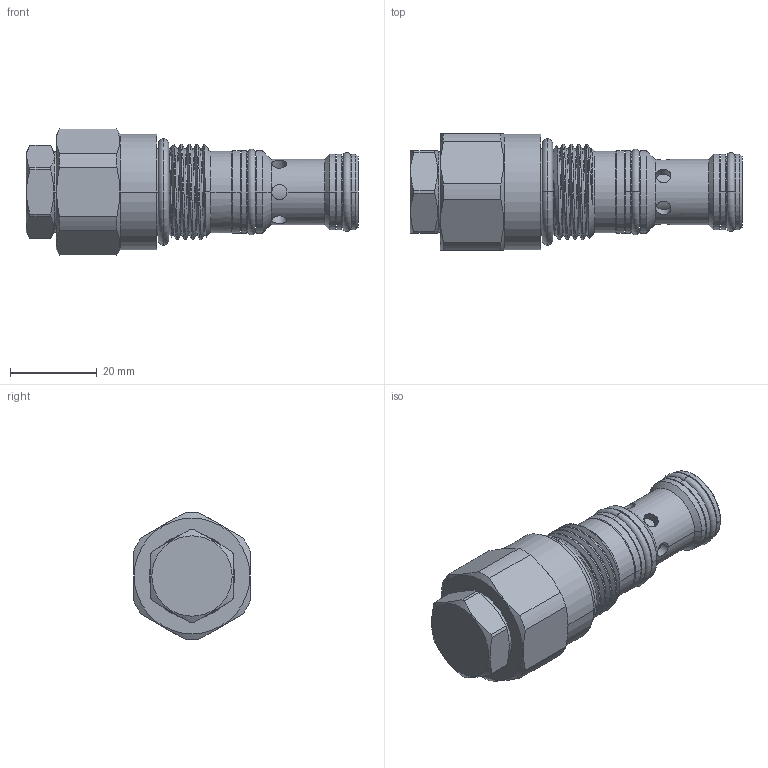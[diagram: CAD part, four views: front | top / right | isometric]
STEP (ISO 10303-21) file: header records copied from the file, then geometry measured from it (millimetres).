
FILE_DESCRIPTION (( 'STEP AP203' ), '1' );
FILE_NAME ('CBA10WC33-N.STEP', '2023-02-17T06:12:47', ( '' ), ( '' ), 'SwSTEP 2.0', 'SolidWorks 2018', '' );
FILE_SCHEMA (( 'CONFIG_CONTROL_DESIGN' ));
Length unit declared in the file: millimetre
Products named in the file (1): CBA10WC33-N
Bounding box: 76.68 x 27 x 29.27 mm (x, y, z)
Volume: 28067.6 mm3; surface area: 8270.3 mm2
Topology: 2 solids, 2 shells, 147 faces, 342 edges, 215 vertices
Faces by surface type: cylinder 80, plane 29, cone 25, torus 10, bspline 3
Entity records: 6661 total; most frequent: CARTESIAN_POINT 3332, ORIENTED_EDGE 684, DIRECTION 671, EDGE_CURVE 342, AXIS2_PLACEMENT_3D 280, VERTEX_POINT 215, EDGE_LOOP 165, ADVANCED_FACE 147
